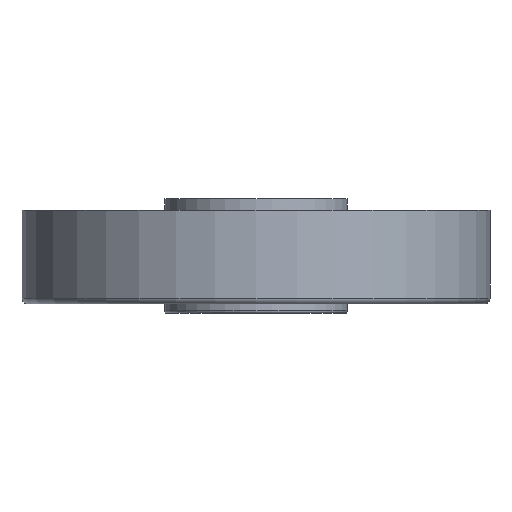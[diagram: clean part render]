
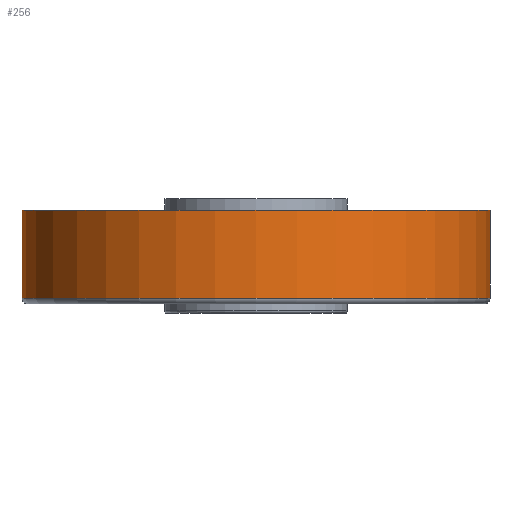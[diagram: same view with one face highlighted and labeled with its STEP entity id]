
A CAD part, front view. The second image highlights one B-rep face of the part: STEP entity #256.
In plain terms, the highlighted cylindrical face has radius 10 mm (diameter 20 mm), a partial arc.
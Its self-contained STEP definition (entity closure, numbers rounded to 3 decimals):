
#11 = ORIENTED_EDGE ( 'NONE', *, *, #204, .T. ) ;
#43 = ORIENTED_EDGE ( 'NONE', *, *, #499, .T. ) ;
#57 = VERTEX_POINT ( 'NONE', #1107 ) ;
#66 = DIRECTION ( 'NONE',  ( -1., 0., 0. ) ) ;
#77 = DIRECTION ( 'NONE',  ( -1., 0., 0. ) ) ;
#83 = DIRECTION ( 'NONE',  ( 0., 0., -1. ) ) ;
#194 = DIRECTION ( 'NONE',  ( 0., 0., -1. ) ) ;
#204 = EDGE_CURVE ( 'NONE', #414, #57, #1035, .T. ) ;
#222 = CARTESIAN_POINT ( 'NONE',  ( -39.103, -19.9, -31.524 ) ) ;
#256 = ADVANCED_FACE ( 'NONE', ( #1130 ), #581, .T. ) ;
#314 = DIRECTION ( 'NONE',  ( 0., 0., -1. ) ) ;
#326 = VERTEX_POINT ( 'NONE', #538 ) ;
#361 = LINE ( 'NONE', #743, #591 ) ;
#414 = VERTEX_POINT ( 'NONE', #990 ) ;
#421 = DIRECTION ( 'NONE',  ( 0., 0., 1. ) ) ;
#450 = AXIS2_PLACEMENT_3D ( 'NONE', #222, #841, #1013 ) ;
#499 = EDGE_CURVE ( 'NONE', #1093, #326, #765, .T. ) ;
#502 = AXIS2_PLACEMENT_3D ( 'NONE', #613, #421, #66 ) ;
#538 = CARTESIAN_POINT ( 'NONE',  ( -49.103, -19.9, -31.524 ) ) ;
#581 = CYLINDRICAL_SURFACE ( 'NONE', #656, 10. ) ;
#582 = EDGE_CURVE ( 'NONE', #326, #414, #590, .T. ) ;
#590 = LINE ( 'NONE', #751, #1029 ) ;
#591 = VECTOR ( 'NONE', #194, 1000. ) ;
#603 = CARTESIAN_POINT ( 'NONE',  ( -29.103, -19.9, -31.524 ) ) ;
#613 = CARTESIAN_POINT ( 'NONE',  ( -39.103, -19.9, -35.274 ) ) ;
#656 = AXIS2_PLACEMENT_3D ( 'NONE', #791, #83, #77 ) ;
#741 = EDGE_LOOP ( 'NONE', ( #979, #43, #833, #11 ) ) ;
#743 = CARTESIAN_POINT ( 'NONE',  ( -29.103, -19.9, -36.124 ) ) ;
#751 = CARTESIAN_POINT ( 'NONE',  ( -49.103, -19.9, -36.124 ) ) ;
#765 = CIRCLE ( 'NONE', #450, 10. ) ;
#791 = CARTESIAN_POINT ( 'NONE',  ( -39.103, -19.9, -36.124 ) ) ;
#833 = ORIENTED_EDGE ( 'NONE', *, *, #582, .T. ) ;
#841 = DIRECTION ( 'NONE',  ( 0., 0., -1. ) ) ;
#979 = ORIENTED_EDGE ( 'NONE', *, *, #1142, .F. ) ;
#990 = CARTESIAN_POINT ( 'NONE',  ( -49.103, -19.9, -35.274 ) ) ;
#1013 = DIRECTION ( 'NONE',  ( -1., 0., 0. ) ) ;
#1029 = VECTOR ( 'NONE', #314, 1000. ) ;
#1035 = CIRCLE ( 'NONE', #502, 10. ) ;
#1093 = VERTEX_POINT ( 'NONE', #603 ) ;
#1107 = CARTESIAN_POINT ( 'NONE',  ( -29.103, -19.9, -35.274 ) ) ;
#1130 = FACE_OUTER_BOUND ( 'NONE', #741, .T. ) ;
#1142 = EDGE_CURVE ( 'NONE', #1093, #57, #361, .T. ) ;
